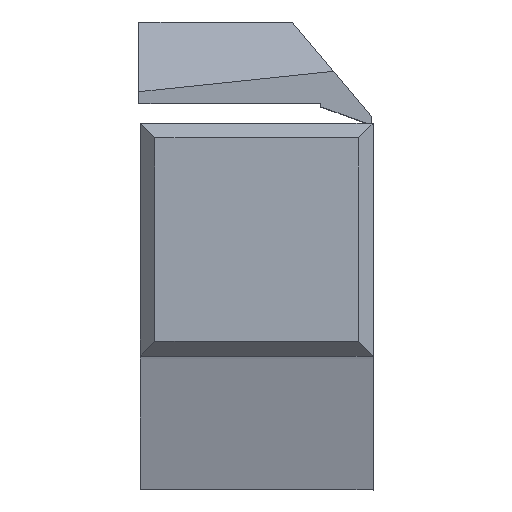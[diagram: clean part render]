
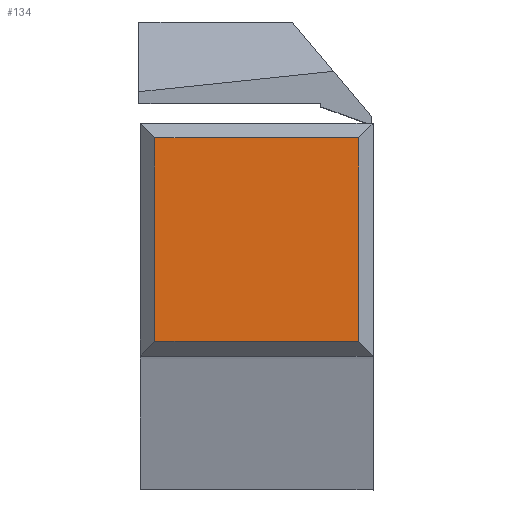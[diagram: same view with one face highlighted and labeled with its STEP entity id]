
A CAD part, top view. The second image highlights one B-rep face of the part: STEP entity #134.
In plain terms, the highlighted planar face has unit normal (0, 0, 1).
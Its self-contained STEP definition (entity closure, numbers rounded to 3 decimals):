
#9 = CARTESIAN_POINT ( 'NONE',  ( 0., 1., 0. ) ) ;
#20 = CARTESIAN_POINT ( 'NONE',  ( 0., 15., 0. ) ) ;
#65 = EDGE_LOOP ( 'NONE', ( #828, #304, #661, #748 ) ) ;
#117 = EDGE_CURVE ( 'NONE', #490, #769, #550, .T. ) ;
#126 = EDGE_CURVE ( 'NONE', #769, #801, #540, .T. ) ;
#134 = ADVANCED_FACE ( 'NONE', ( #525 ), #227, .T. ) ;
#137 = DIRECTION ( 'NONE',  ( 0., -1., 0. ) ) ;
#156 = EDGE_CURVE ( 'NONE', #801, #688, #483, .T. ) ;
#168 = EDGE_CURVE ( 'NONE', #688, #490, #430, .T. ) ;
#178 = CARTESIAN_POINT ( 'NONE',  ( 1., 1., 0. ) ) ;
#227 = PLANE ( 'NONE',  #444 ) ;
#293 = CARTESIAN_POINT ( 'NONE',  ( 1., 15., 0. ) ) ;
#304 = ORIENTED_EDGE ( 'NONE', *, *, #126, .T. ) ;
#320 = DIRECTION ( 'NONE',  ( 0., 1., 0. ) ) ;
#322 = DIRECTION ( 'NONE',  ( 1., 0., 0. ) ) ;
#430 = LINE ( 'NONE', #687, #443 ) ;
#443 = VECTOR ( 'NONE', #137, 1000. ) ;
#444 = AXIS2_PLACEMENT_3D ( 'NONE', #1017, #826, #322 ) ;
#445 = VECTOR ( 'NONE', #973, 1000. ) ;
#483 = LINE ( 'NONE', #20, #445 ) ;
#488 = CARTESIAN_POINT ( 'NONE',  ( 15., 0., 0. ) ) ;
#490 = VERTEX_POINT ( 'NONE', #178 ) ;
#525 = FACE_OUTER_BOUND ( 'NONE', #65, .T. ) ;
#527 = VECTOR ( 'NONE', #320, 1000. ) ;
#540 = LINE ( 'NONE', #488, #527 ) ;
#541 = VECTOR ( 'NONE', #672, 1000. ) ;
#550 = LINE ( 'NONE', #9, #541 ) ;
#557 = CARTESIAN_POINT ( 'NONE',  ( 15., 15., 0. ) ) ;
#661 = ORIENTED_EDGE ( 'NONE', *, *, #156, .T. ) ;
#672 = DIRECTION ( 'NONE',  ( 1., 0., 0. ) ) ;
#687 = CARTESIAN_POINT ( 'NONE',  ( 1., 0., 0. ) ) ;
#688 = VERTEX_POINT ( 'NONE', #293 ) ;
#748 = ORIENTED_EDGE ( 'NONE', *, *, #168, .T. ) ;
#769 = VERTEX_POINT ( 'NONE', #802 ) ;
#801 = VERTEX_POINT ( 'NONE', #557 ) ;
#802 = CARTESIAN_POINT ( 'NONE',  ( 15., 1., 0. ) ) ;
#826 = DIRECTION ( 'NONE',  ( 0., 0., 1. ) ) ;
#828 = ORIENTED_EDGE ( 'NONE', *, *, #117, .T. ) ;
#973 = DIRECTION ( 'NONE',  ( -1., 0., 0. ) ) ;
#1017 = CARTESIAN_POINT ( 'NONE',  ( 0., 0., 0. ) ) ;
